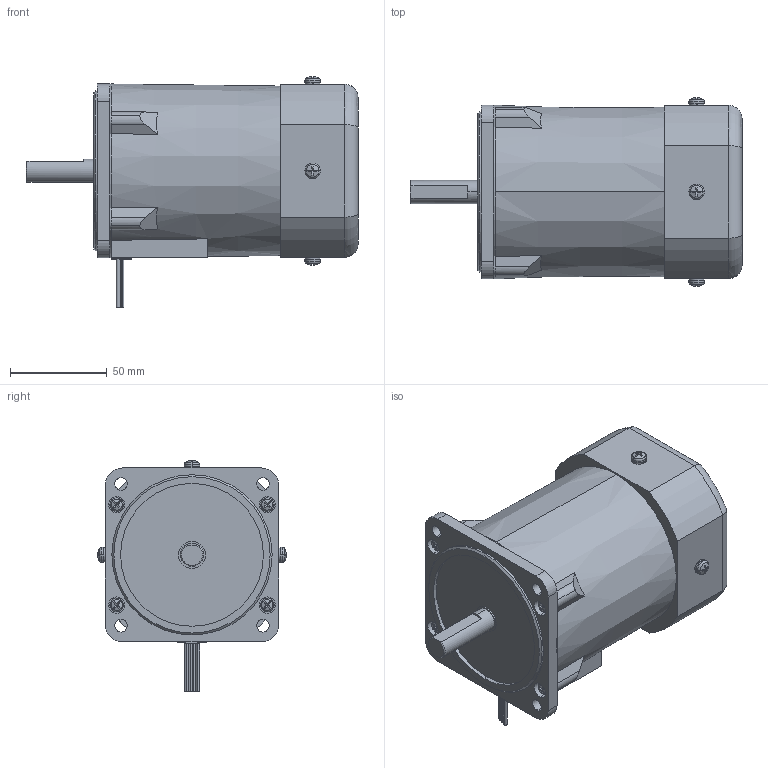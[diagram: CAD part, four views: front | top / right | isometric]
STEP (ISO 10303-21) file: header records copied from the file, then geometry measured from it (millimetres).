
FILE_DESCRIPTION(('starvars output'),'2;1');
FILE_NAME('9cfs.stp','14:04:40 2014/09/12',( 'Thomas Industrial Network Germany GmbH'),( 'Thomas Industrial Network Germany GmbH'),'unknown preprocess','ACIS' ,'unknown authorization');
FILE_SCHEMA(('AUTOMOTIVE_DESIGN_CC2 {UNKNOWN IMPLEMENTATION LEVEL}'));
Length unit declared in the file: millimetre
Products named in the file (1): PRODUCT_ID_48
Bounding box: 172 x 97.74 x 119.67 mm (x, y, z)
Volume: 911279.3 mm3; surface area: 62581.7 mm2
Topology: 1 solids, 1 shells, 312 faces, 773 edges, 488 vertices
Faces by surface type: plane 162, cylinder 92, cone 22, torus 20, bspline 16
Entity records: 11517 total; most frequent: CARTESIAN_POINT 2523, ORIENTED_EDGE 1546, DIRECTION 1063, EDGE_CURVE 773, VERTEX_POINT 488, AXIS2_PLACEMENT_3D 362, EDGE_LOOP 345, FACE_BOUND 345
